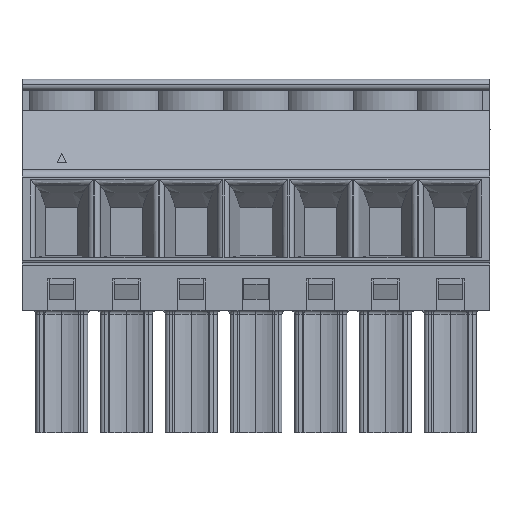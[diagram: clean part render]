
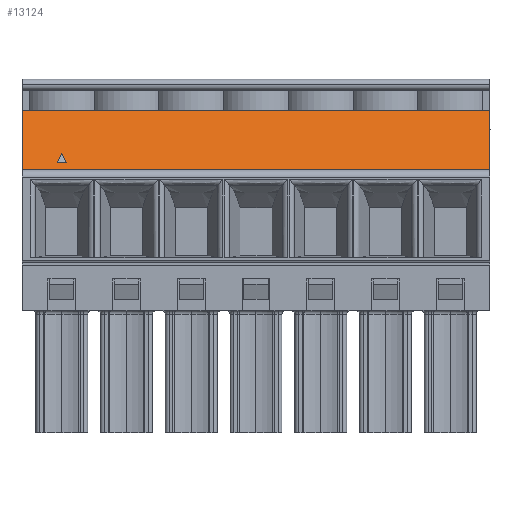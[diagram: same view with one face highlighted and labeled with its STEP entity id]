
A CAD part, top view. The second image highlights one B-rep face of the part: STEP entity #13124.
In plain terms, the highlighted planar face has unit normal (0, 0.346, 0.938).
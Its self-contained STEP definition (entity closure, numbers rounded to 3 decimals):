
#315 = DIRECTION ( 'NONE',  ( -0.425, -0.849, 0.313 ) ) ;
#850 = CARTESIAN_POINT ( 'NONE',  ( 0., 14.2, 9. ) ) ;
#904 = VERTEX_POINT ( 'NONE', #9613 ) ;
#1578 = DIRECTION ( 'NONE',  ( 0., 0.938, -0.346 ) ) ;
#1763 = VECTOR ( 'NONE', #15177, 1000. ) ;
#2642 = ORIENTED_EDGE ( 'NONE', *, *, #7467, .T. ) ;
#2896 = CARTESIAN_POINT ( 'NONE',  ( 25.3, 17.4, 7.82 ) ) ;
#5418 = EDGE_LOOP ( 'NONE', ( #38010, #26997, #8675 ) ) ;
#7467 = EDGE_CURVE ( 'NONE', #43752, #43622, #43359, .T. ) ;
#8675 = ORIENTED_EDGE ( 'NONE', *, *, #25988, .F. ) ;
#9329 = CARTESIAN_POINT ( 'NONE',  ( 1.9, 14.6, 8.852 ) ) ;
#9613 = CARTESIAN_POINT ( 'NONE',  ( 2.4, 14.6, 8.852 ) ) ;
#10153 = VECTOR ( 'NONE', #20319, 1000. ) ;
#10273 = CARTESIAN_POINT ( 'NONE',  ( 6.695, 6.011, 12.02 ) ) ;
#10937 = ORIENTED_EDGE ( 'NONE', *, *, #12746, .T. ) ;
#11681 = ORIENTED_EDGE ( 'NONE', *, *, #18858, .F. ) ;
#11697 = CARTESIAN_POINT ( 'NONE',  ( 2.15, 15.1, 8.668 ) ) ;
#12622 = VERTEX_POINT ( 'NONE', #9329 ) ;
#12746 = EDGE_CURVE ( 'NONE', #43622, #27296, #13549, .T. ) ;
#12779 = DIRECTION ( 'NONE',  ( 0., 0.346, 0.938 ) ) ;
#13124 = ADVANCED_FACE ( 'NONE', ( #35553, #34836 ), #46298, .T. ) ;
#13549 = LINE ( 'NONE', #2896, #22232 ) ;
#13839 = CARTESIAN_POINT ( 'NONE',  ( 25.3, 14.2, 9. ) ) ;
#14144 = EDGE_CURVE ( 'NONE', #43752, #45584, #16494, .T. ) ;
#14552 = LINE ( 'NONE', #29861, #25738 ) ;
#15177 = DIRECTION ( 'NONE',  ( -0.425, 0.849, -0.313 ) ) ;
#16070 = CARTESIAN_POINT ( 'NONE',  ( 0., 14.2, 9. ) ) ;
#16494 = LINE ( 'NONE', #13839, #10153 ) ;
#18357 = LINE ( 'NONE', #40426, #19297 ) ;
#18840 = DIRECTION ( 'NONE',  ( 1., 0., 0. ) ) ;
#18858 = EDGE_CURVE ( 'NONE', #45584, #27296, #27337, .T. ) ;
#19297 = VECTOR ( 'NONE', #18840, 1000. ) ;
#20319 = DIRECTION ( 'NONE',  ( -1., 0., 0. ) ) ;
#20863 = CARTESIAN_POINT ( 'NONE',  ( 25.3, 14.2, 9. ) ) ;
#21095 = EDGE_CURVE ( 'NONE', #12622, #904, #18357, .T. ) ;
#21115 = DIRECTION ( 'NONE',  ( 0., 0.938, -0.346 ) ) ;
#21480 = AXIS2_PLACEMENT_3D ( 'NONE', #45572, #12779, #27873 ) ;
#22232 = VECTOR ( 'NONE', #45860, 1000. ) ;
#22542 = VECTOR ( 'NONE', #21115, 1000. ) ;
#25738 = VECTOR ( 'NONE', #315, 1000. ) ;
#25745 = LINE ( 'NONE', #10273, #1763 ) ;
#25988 = EDGE_CURVE ( 'NONE', #46004, #12622, #14552, .T. ) ;
#26913 = VECTOR ( 'NONE', #1578, 1000. ) ;
#26997 = ORIENTED_EDGE ( 'NONE', *, *, #21095, .F. ) ;
#27296 = VERTEX_POINT ( 'NONE', #35826 ) ;
#27337 = LINE ( 'NONE', #16070, #26913 ) ;
#27873 = DIRECTION ( 'NONE',  ( 0., -0.938, 0.346 ) ) ;
#29861 = CARTESIAN_POINT ( 'NONE',  ( 5.957, 22.714, 5.861 ) ) ;
#31637 = EDGE_LOOP ( 'NONE', ( #11681, #42846, #2642, #10937 ) ) ;
#34836 = FACE_OUTER_BOUND ( 'NONE', #31637, .T. ) ;
#35108 = CARTESIAN_POINT ( 'NONE',  ( 25.3, 17.4, 7.82 ) ) ;
#35553 = FACE_BOUND ( 'NONE', #5418, .T. ) ;
#35679 = EDGE_CURVE ( 'NONE', #904, #46004, #25745, .T. ) ;
#35826 = CARTESIAN_POINT ( 'NONE',  ( 0., 17.4, 7.82 ) ) ;
#38010 = ORIENTED_EDGE ( 'NONE', *, *, #35679, .F. ) ;
#39140 = CARTESIAN_POINT ( 'NONE',  ( 25.3, 14.2, 9. ) ) ;
#40426 = CARTESIAN_POINT ( 'NONE',  ( 25.3, 14.6, 8.852 ) ) ;
#42846 = ORIENTED_EDGE ( 'NONE', *, *, #14144, .F. ) ;
#43359 = LINE ( 'NONE', #20863, #22542 ) ;
#43622 = VERTEX_POINT ( 'NONE', #35108 ) ;
#43752 = VERTEX_POINT ( 'NONE', #39140 ) ;
#45572 = CARTESIAN_POINT ( 'NONE',  ( 25.3, 14.2, 9. ) ) ;
#45584 = VERTEX_POINT ( 'NONE', #850 ) ;
#45860 = DIRECTION ( 'NONE',  ( -1., 0., 0. ) ) ;
#46004 = VERTEX_POINT ( 'NONE', #11697 ) ;
#46298 = PLANE ( 'NONE',  #21480 ) ;
